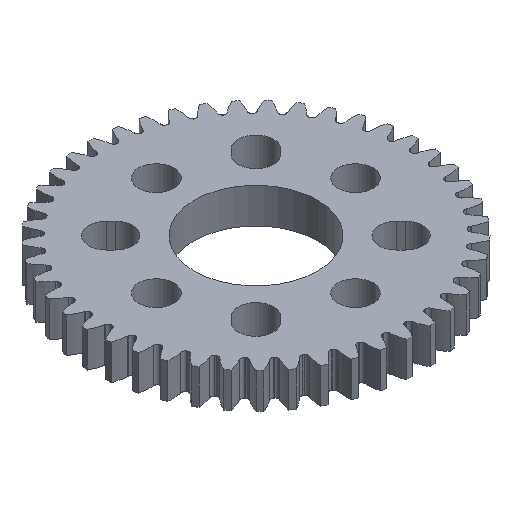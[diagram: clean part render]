
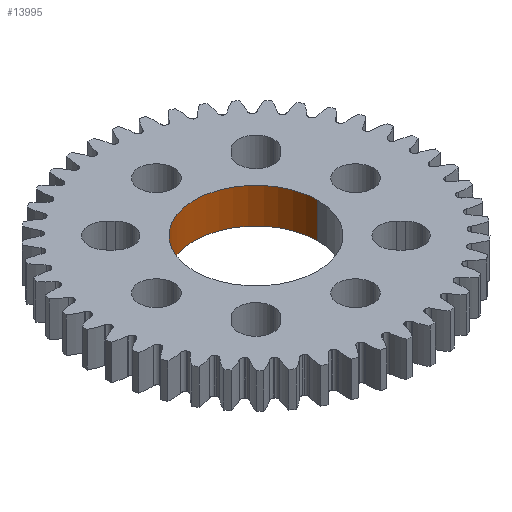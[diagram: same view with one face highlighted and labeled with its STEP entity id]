
A CAD part, isometric view. The second image highlights one B-rep face of the part: STEP entity #13995.
In plain terms, the highlighted cylindrical face has radius 7 mm (diameter 14 mm), a partial arc.
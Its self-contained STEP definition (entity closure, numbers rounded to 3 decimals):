
#89 = LINE ( 'NONE', #3223, #8805 ) ;
#1250 = EDGE_CURVE ( 'NONE', #7059, #15623, #89, .T. ) ;
#2581 = CARTESIAN_POINT ( 'NONE',  ( 0., 0., 0. ) ) ;
#2824 = FACE_OUTER_BOUND ( 'NONE', #10756, .T. ) ;
#3022 = AXIS2_PLACEMENT_3D ( 'NONE', #3486, #6446, #7928 ) ;
#3223 = CARTESIAN_POINT ( 'NONE',  ( 7., 0., 0. ) ) ;
#3486 = CARTESIAN_POINT ( 'NONE',  ( 0., 0., 0. ) ) ;
#3632 = DIRECTION ( 'NONE',  ( 0., 0., 1. ) ) ;
#3718 = LINE ( 'NONE', #11194, #15847 ) ;
#5068 = AXIS2_PLACEMENT_3D ( 'NONE', #15662, #9860, #11158 ) ;
#6446 = DIRECTION ( 'NONE',  ( 0., 0., 1. ) ) ;
#7059 = VERTEX_POINT ( 'NONE', #18869 ) ;
#7208 = CARTESIAN_POINT ( 'NONE',  ( -7., 0., 4. ) ) ;
#7314 = AXIS2_PLACEMENT_3D ( 'NONE', #2581, #11292, #12866 ) ;
#7584 = VERTEX_POINT ( 'NONE', #7208 ) ;
#7821 = ORIENTED_EDGE ( 'NONE', *, *, #9090, .F. ) ;
#7928 = DIRECTION ( 'NONE',  ( 1., 0., 0. ) ) ;
#8110 = ORIENTED_EDGE ( 'NONE', *, *, #1250, .T. ) ;
#8623 = EDGE_CURVE ( 'NONE', #15623, #7584, #13309, .T. ) ;
#8805 = VECTOR ( 'NONE', #13453, 1000. ) ;
#8950 = ORIENTED_EDGE ( 'NONE', *, *, #8623, .T. ) ;
#9090 = EDGE_CURVE ( 'NONE', #14256, #7584, #3718, .T. ) ;
#9846 = ORIENTED_EDGE ( 'NONE', *, *, #15967, .F. ) ;
#9860 = DIRECTION ( 'NONE',  ( 0., 0., 1. ) ) ;
#10756 = EDGE_LOOP ( 'NONE', ( #7821, #9846, #8110, #8950 ) ) ;
#11158 = DIRECTION ( 'NONE',  ( 1., 0., 0. ) ) ;
#11194 = CARTESIAN_POINT ( 'NONE',  ( -7., 0., 0. ) ) ;
#11292 = DIRECTION ( 'NONE',  ( 0., 0., 1. ) ) ;
#11394 = CIRCLE ( 'NONE', #3022, 7. ) ;
#12866 = DIRECTION ( 'NONE',  ( 1., 0., 0. ) ) ;
#13309 = CIRCLE ( 'NONE', #5068, 7. ) ;
#13453 = DIRECTION ( 'NONE',  ( 0., 0., 1. ) ) ;
#13995 = ADVANCED_FACE ( 'NONE', ( #2824 ), #17502, .F. ) ;
#14256 = VERTEX_POINT ( 'NONE', #16250 ) ;
#15623 = VERTEX_POINT ( 'NONE', #17344 ) ;
#15662 = CARTESIAN_POINT ( 'NONE',  ( 0., 0., 4. ) ) ;
#15847 = VECTOR ( 'NONE', #3632, 1000. ) ;
#15967 = EDGE_CURVE ( 'NONE', #7059, #14256, #11394, .T. ) ;
#16250 = CARTESIAN_POINT ( 'NONE',  ( -7., 0., 0. ) ) ;
#17344 = CARTESIAN_POINT ( 'NONE',  ( 7., 0., 4. ) ) ;
#17502 = CYLINDRICAL_SURFACE ( 'NONE', #7314, 7. ) ;
#18869 = CARTESIAN_POINT ( 'NONE',  ( 7., 0., 0. ) ) ;
